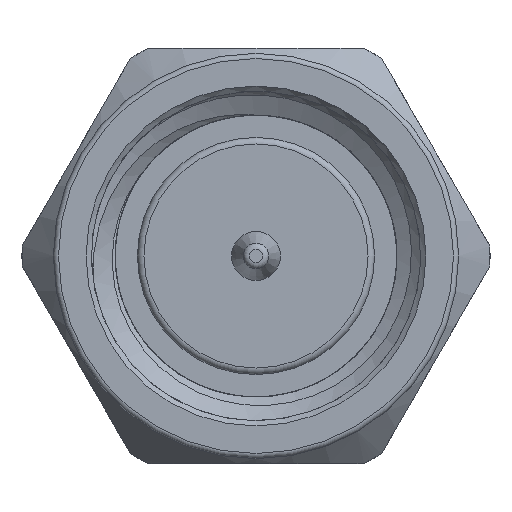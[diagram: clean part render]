
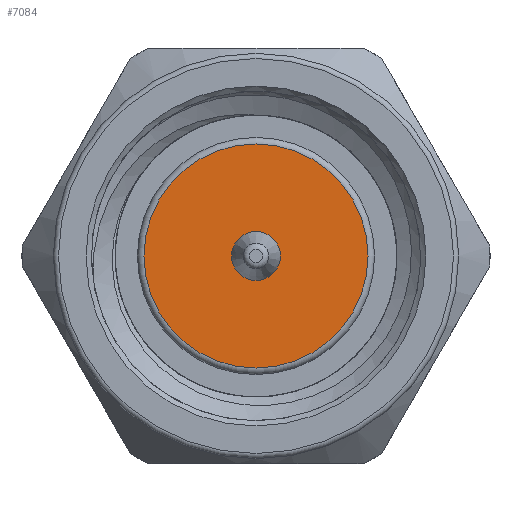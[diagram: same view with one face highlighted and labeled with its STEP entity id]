
A CAD part, left-side view. The second image highlights one B-rep face of the part: STEP entity #7084.
In plain terms, the highlighted planar face has unit normal (-1, 0, 0).
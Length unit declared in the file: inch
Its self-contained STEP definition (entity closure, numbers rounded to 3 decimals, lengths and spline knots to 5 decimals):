
#869 = CARTESIAN_POINT ( 'NONE',  ( 0.11, 0., 0. ) ) ;
#1851 = VERTEX_POINT ( 'NONE', #6109 ) ;
#1939 = FACE_BOUND ( 'NONE', #12963, .T. ) ;
#2205 = EDGE_LOOP ( 'NONE', ( #4902 ) ) ;
#2855 = CIRCLE ( 'NONE', #3997, 0.0185 ) ;
#3157 = DIRECTION ( 'NONE',  ( 0., 0., -1. ) ) ;
#3878 = DIRECTION ( 'NONE',  ( 1., 0., 0. ) ) ;
#3997 = AXIS2_PLACEMENT_3D ( 'NONE', #869, #10861, #3157 ) ;
#4902 = ORIENTED_EDGE ( 'NONE', *, *, #13309, .T. ) ;
#4926 = DIRECTION ( 'NONE',  ( -1., 0., 0. ) ) ;
#5675 = CIRCLE ( 'NONE', #7029, 0.085 ) ;
#6109 = CARTESIAN_POINT ( 'NONE',  ( 0.11, 0., -0.085 ) ) ;
#6345 = PLANE ( 'NONE',  #10410 ) ;
#7029 = AXIS2_PLACEMENT_3D ( 'NONE', #10390, #4926, #13700 ) ;
#7084 = ADVANCED_FACE ( 'NONE', ( #9373, #1939 ), #6345, .F. ) ;
#7263 = VERTEX_POINT ( 'NONE', #13727 ) ;
#8291 = DIRECTION ( 'NONE',  ( 0., 0., -1. ) ) ;
#9303 = ORIENTED_EDGE ( 'NONE', *, *, #10993, .F. ) ;
#9373 = FACE_OUTER_BOUND ( 'NONE', #2205, .T. ) ;
#10390 = CARTESIAN_POINT ( 'NONE',  ( 0.11, 0., 0. ) ) ;
#10410 = AXIS2_PLACEMENT_3D ( 'NONE', #13742, #3878, #8291 ) ;
#10861 = DIRECTION ( 'NONE',  ( -1., 0., 0. ) ) ;
#10993 = EDGE_CURVE ( 'NONE', #7263, #7263, #2855, .T. ) ;
#12963 = EDGE_LOOP ( 'NONE', ( #9303 ) ) ;
#13309 = EDGE_CURVE ( 'NONE', #1851, #1851, #5675, .T. ) ;
#13700 = DIRECTION ( 'NONE',  ( 0., 0., -1. ) ) ;
#13727 = CARTESIAN_POINT ( 'NONE',  ( 0.11, 0., -0.0185 ) ) ;
#13742 = CARTESIAN_POINT ( 'NONE',  ( 0.11, 0.125, 0. ) ) ;
